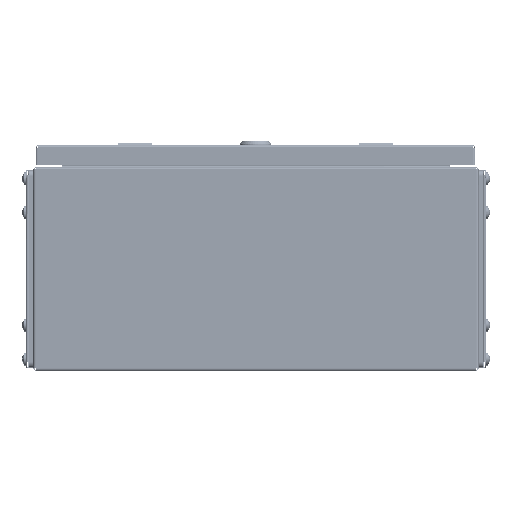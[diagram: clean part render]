
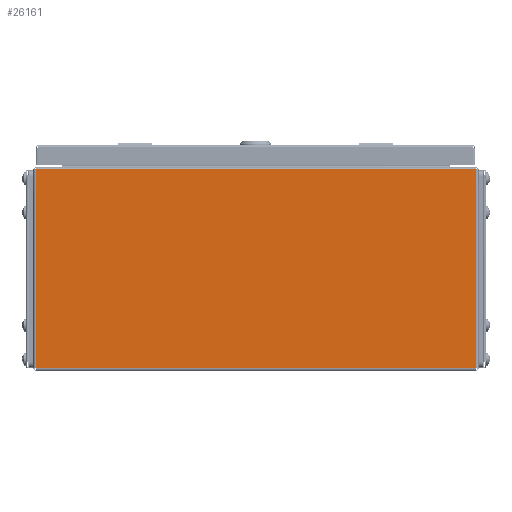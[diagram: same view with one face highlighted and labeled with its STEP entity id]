
A CAD part, left-side view. The second image highlights one B-rep face of the part: STEP entity #26161.
In plain terms, the highlighted planar face has unit normal (-1, 0, 0).
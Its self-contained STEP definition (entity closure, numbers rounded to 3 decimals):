
#2595 = DIRECTION ( 'NONE',  ( 0., 0., -1. ) ) ;
#3208 = DIRECTION ( 'NONE',  ( 0., 1., 0. ) ) ;
#9749 = CARTESIAN_POINT ( 'NONE',  ( -200., -195.5, 177.5 ) ) ;
#10561 = ORIENTED_EDGE ( 'NONE', *, *, #16663, .T. ) ;
#10818 = CARTESIAN_POINT ( 'NONE',  ( -200., 195.5, 1. ) ) ;
#11493 = EDGE_CURVE ( 'NONE', #44690, #46095, #81093, .T. ) ;
#12751 = DIRECTION ( 'NONE',  ( 0., 0., 1. ) ) ;
#16663 = EDGE_CURVE ( 'NONE', #46312, #46095, #82061, .T. ) ;
#17879 = DIRECTION ( 'NONE',  ( 1., 0., 0. ) ) ;
#21982 = AXIS2_PLACEMENT_3D ( 'NONE', #23172, #17879, #2595 ) ;
#23172 = CARTESIAN_POINT ( 'NONE',  ( -200., 0., 0. ) ) ;
#24389 = EDGE_LOOP ( 'NONE', ( #68736, #10561, #66670, #66928 ) ) ;
#26161 = ADVANCED_FACE ( 'NONE', ( #30601 ), #42892, .F. ) ;
#26551 = VECTOR ( 'NONE', #50429, 1000. ) ;
#30601 = FACE_OUTER_BOUND ( 'NONE', #24389, .T. ) ;
#32333 = VERTEX_POINT ( 'NONE', #60606 ) ;
#34718 = CARTESIAN_POINT ( 'NONE',  ( -200., 195.5, 1. ) ) ;
#39492 = LINE ( 'NONE', #79307, #44520 ) ;
#42892 = PLANE ( 'NONE',  #21982 ) ;
#43637 = VECTOR ( 'NONE', #3208, 1000. ) ;
#44520 = VECTOR ( 'NONE', #12751, 1000. ) ;
#44690 = VERTEX_POINT ( 'NONE', #69190 ) ;
#46095 = VERTEX_POINT ( 'NONE', #10818 ) ;
#46312 = VERTEX_POINT ( 'NONE', #54901 ) ;
#49314 = VECTOR ( 'NONE', #67989, 1000. ) ;
#49695 = EDGE_CURVE ( 'NONE', #44690, #32333, #39492, .T. ) ;
#50429 = DIRECTION ( 'NONE',  ( 0., 0., -1. ) ) ;
#54901 = CARTESIAN_POINT ( 'NONE',  ( -200., 195.5, 177.5 ) ) ;
#60606 = CARTESIAN_POINT ( 'NONE',  ( -200., -195.5, 177.5 ) ) ;
#65093 = EDGE_CURVE ( 'NONE', #32333, #46312, #70613, .T. ) ;
#66670 = ORIENTED_EDGE ( 'NONE', *, *, #11493, .F. ) ;
#66928 = ORIENTED_EDGE ( 'NONE', *, *, #49695, .T. ) ;
#67989 = DIRECTION ( 'NONE',  ( 0., 1., 0. ) ) ;
#68736 = ORIENTED_EDGE ( 'NONE', *, *, #65093, .T. ) ;
#69190 = CARTESIAN_POINT ( 'NONE',  ( -200., -195.5, 1. ) ) ;
#70613 = LINE ( 'NONE', #9749, #43637 ) ;
#75494 = CARTESIAN_POINT ( 'NONE',  ( -200., 195.5, 0. ) ) ;
#79307 = CARTESIAN_POINT ( 'NONE',  ( -200., -195.5, 0. ) ) ;
#81093 = LINE ( 'NONE', #34718, #49314 ) ;
#82061 = LINE ( 'NONE', #75494, #26551 ) ;
